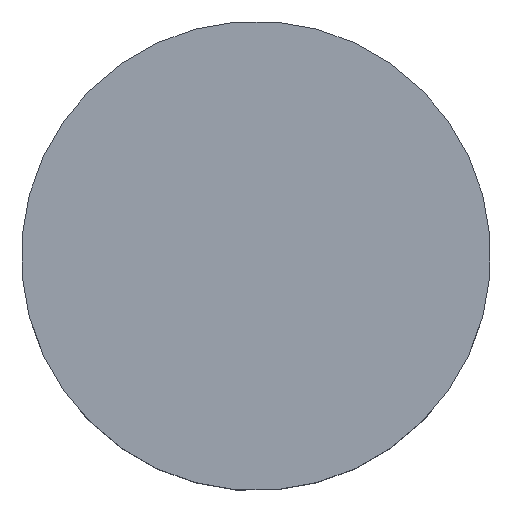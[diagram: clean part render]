
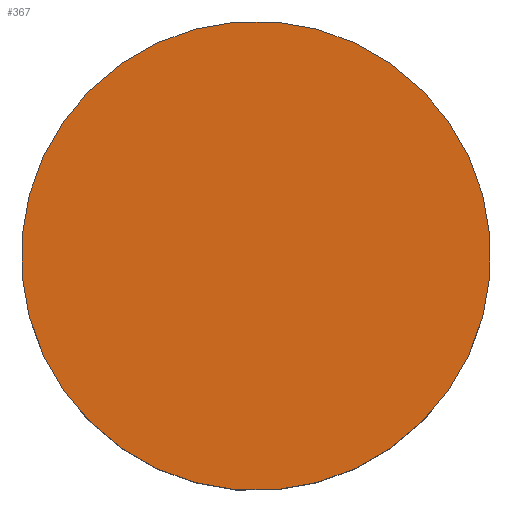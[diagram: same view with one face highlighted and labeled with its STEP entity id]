
A CAD part, top view. The second image highlights one B-rep face of the part: STEP entity #367.
In plain terms, the highlighted planar face has unit normal (0, 0, 1).
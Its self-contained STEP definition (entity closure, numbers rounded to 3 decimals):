
#18=PLANE('',#403);
#52=FACE_OUTER_BOUND('',#78,.T.);
#78=EDGE_LOOP('',(#323));
#94=CIRCLE('',#400,30.5);
#161=VERTEX_POINT('',#2978);
#215=EDGE_CURVE('',#161,#161,#94,.T.);
#323=ORIENTED_EDGE('',*,*,#215,.F.);
#367=ADVANCED_FACE('',(#52),#18,.T.);
#400=AXIS2_PLACEMENT_3D('',#2980,#445,#446);
#403=AXIS2_PLACEMENT_3D('',#2983,#451,#452);
#445=DIRECTION('center_axis',(0.,0.,
-1.));
#446=DIRECTION('ref_axis',(-0.707,-0.707,0.));
#451=DIRECTION('center_axis',(0.,0.,
1.));
#452=DIRECTION('ref_axis',(-0.707,-0.707,0.));
#2978=CARTESIAN_POINT('',(-21.567,-21.567,28.));
#2980=CARTESIAN_POINT('Origin',(0.,0.,
28.));
#2983=CARTESIAN_POINT('Origin',(21.567,21.567,28.));
